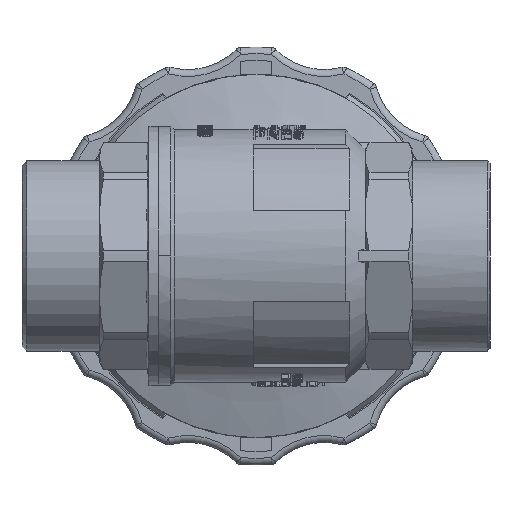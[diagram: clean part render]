
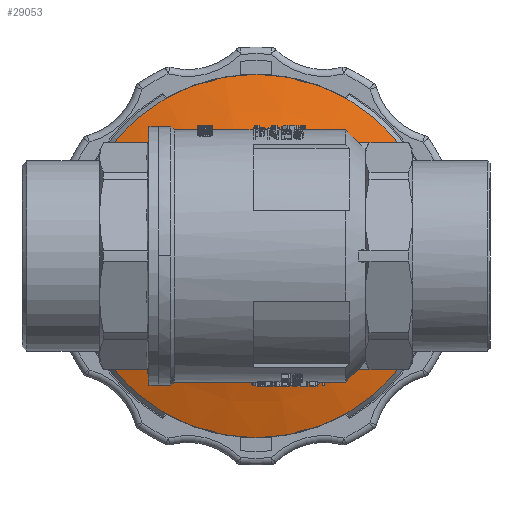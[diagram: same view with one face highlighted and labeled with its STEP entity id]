
A CAD part, front view. The second image highlights one B-rep face of the part: STEP entity #29053.
In plain terms, the highlighted conical face has half-angle 73.56 degrees and reference radius 32.375 mm.
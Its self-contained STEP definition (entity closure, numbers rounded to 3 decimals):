
#238=CONICAL_SURFACE('',#40103,32.375,1.284);
#15527=ORIENTED_EDGE('',*,*,#20097,.F.);
#15528=ORIENTED_EDGE('',*,*,#20096,.T.);
#20096=EDGE_CURVE('',#23061,#23061,#23700,.T.);
#20097=EDGE_CURVE('',#23062,#23062,#23701,.T.);
#23061=VERTEX_POINT('',#64411);
#23062=VERTEX_POINT('',#64414);
#23700=CIRCLE('',#40102,24.75);
#23701=CIRCLE('',#40104,40.);
#25423=EDGE_LOOP('',(#15527));
#25424=EDGE_LOOP('',(#15528));
#27170=FACE_BOUND('',#25423,.T.);
#27171=FACE_BOUND('',#25424,.T.);
#29053=ADVANCED_FACE('',(#27170,#27171),#238,.T.);
#40102=AXIS2_PLACEMENT_3D('',#64410,#46120,#46121);
#40103=AXIS2_PLACEMENT_3D('',#64412,#46122,#46123);
#40104=AXIS2_PLACEMENT_3D('',#64413,#46124,#46125);
#46120=DIRECTION('',(0.,1.,0.));
#46121=DIRECTION('',(1.,0.,0.));
#46122=DIRECTION('',(0.,1.,0.));
#46123=DIRECTION('',(1.,0.,0.));
#46124=DIRECTION('',(0.,1.,0.));
#46125=DIRECTION('',(-1.,0.,0.));
#64410=CARTESIAN_POINT('',(0.,43.,0.));
#64411=CARTESIAN_POINT('',(24.75,43.,0.));
#64412=CARTESIAN_POINT('',(0.,45.25,0.));
#64413=CARTESIAN_POINT('',(0.,47.5,0.));
#64414=CARTESIAN_POINT('',(-40.,47.5,0.));
